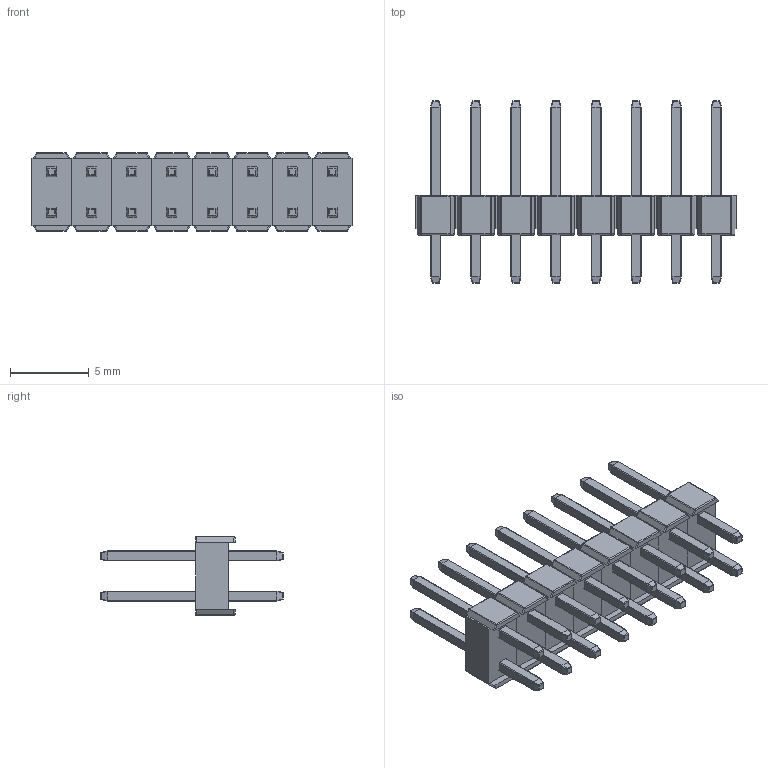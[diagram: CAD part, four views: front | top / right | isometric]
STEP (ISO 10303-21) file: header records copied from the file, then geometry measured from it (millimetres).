
FILE_DESCRIPTION(/* description */ ('STEP AP242','CAx-IF Rec.Pracs.---Representation and Presentation of Product Manufacturing Information (PMI)---4.0---2014-10-13','CAx-IF Rec.Pracs.---3D Tessellated Geometry---0.4---2014-09-14','2;1'),/* implementation_level */ '2;1');
FILE_NAME(/* name */ '61a55abacc77a4770d478ee7',/* time_stamp */ '2021-11-29T22:57:02+00:00',/* author */ (''),/* organization */ (''),/* preprocessor_version */ 'ST-DEVELOPER v18.1',/* originating_system */ ' ',/* authorisation */ ' ');
FILE_SCHEMA (('AP242_MANAGED_MODEL_BASED_3D_ENGINEERING_MIM_LF { 1 0 10303 442 1 1 4 }'));
Length unit declared in the file: metre
Products named in the file (40): PH2-04-UA
Bounding box: 20.32 x 11.55 x 5 mm (x, y, z)
Volume: 273.3 mm3; surface area: 1014.8 mm2
Topology: 40 solids, 40 shells, 1456 faces, 3552 edges, 1984 vertices
Faces by surface type: cylinder 672, plane 528, sphere 128, torus 64, bspline 64
Entity records: 42698 total; most frequent: CARTESIAN_POINT 8456, DIRECTION 7376, ORIENTED_EDGE 6720, EDGE_CURVE 3360, AXIS2_PLACEMENT_3D 2760, VERTEX_POINT 1984, LINE 1856, VECTOR 1856
